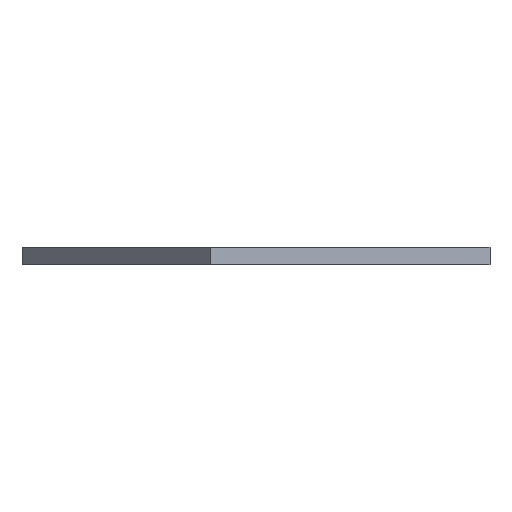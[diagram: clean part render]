
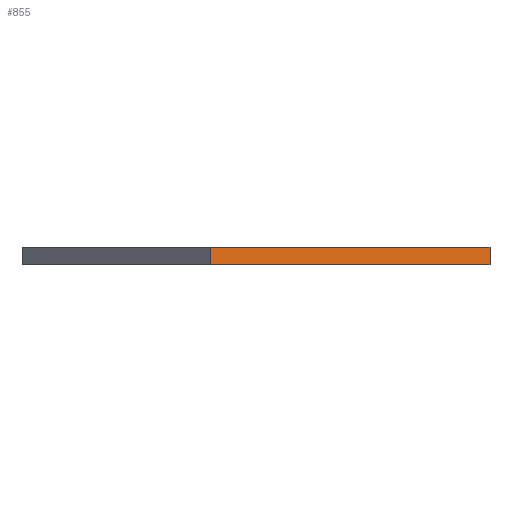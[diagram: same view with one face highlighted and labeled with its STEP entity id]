
A CAD part, front view. The second image highlights one B-rep face of the part: STEP entity #855.
In plain terms, the highlighted planar face has unit normal (0.149, -0.989, 0).
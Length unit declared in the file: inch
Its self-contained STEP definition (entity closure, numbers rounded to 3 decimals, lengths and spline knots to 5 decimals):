
#69=PLANE('',#986);
#102=FACE_OUTER_BOUND('',#136,.T.);
#136=EDGE_LOOP('',(#693,#694,#695,#696));
#224=LINE('',#1475,#264);
#225=LINE('',#1477,#265);
#226=LINE('',#1479,#266);
#227=LINE('',#1480,#267);
#264=VECTOR('',#1234,0.3937);
#265=VECTOR('',#1235,0.3937);
#266=VECTOR('',#1236,0.3937);
#267=VECTOR('',#1237,0.3937);
#433=VERTEX_POINT('',#1473);
#434=VERTEX_POINT('',#1474);
#435=VERTEX_POINT('',#1476);
#436=VERTEX_POINT('',#1478);
#547=EDGE_CURVE('',#433,#434,#224,.T.);
#548=EDGE_CURVE('',#434,#435,#225,.T.);
#549=EDGE_CURVE('',#436,#435,#226,.T.);
#550=EDGE_CURVE('',#433,#436,#227,.T.);
#693=ORIENTED_EDGE('',*,*,#547,.T.);
#694=ORIENTED_EDGE('',*,*,#548,.T.);
#695=ORIENTED_EDGE('',*,*,#549,.F.);
#696=ORIENTED_EDGE('',*,*,#550,.F.);
#855=ADVANCED_FACE('',(#102),#69,.T.);
#986=AXIS2_PLACEMENT_3D('',#1472,#1232,#1233);
#1232=DIRECTION('center_axis',(0.149,-0.989,0.));
#1233=DIRECTION('ref_axis',(0.989,0.149,0.));
#1234=DIRECTION('',(0.989,0.149,0.));
#1235=DIRECTION('',(0.,0.,1.));
#1236=DIRECTION('',(0.989,0.149,0.));
#1237=DIRECTION('',(0.,0.,1.));
#1472=CARTESIAN_POINT('Origin',(-2.31487,-2.74977,0.));
#1473=CARTESIAN_POINT('',(-2.31487,-2.74977,0.));
#1474=CARTESIAN_POINT('',(1.58925,-2.16273,0.));
#1475=CARTESIAN_POINT('',(-2.31487,-2.74977,0.));
#1476=CARTESIAN_POINT('',(1.58925,-2.16273,0.25));
#1477=CARTESIAN_POINT('',(1.58925,-2.16273,0.));
#1478=CARTESIAN_POINT('',(-2.31487,-2.74977,0.25));
#1479=CARTESIAN_POINT('',(-2.31487,-2.74977,0.25));
#1480=CARTESIAN_POINT('',(-2.31487,-2.74977,0.));
